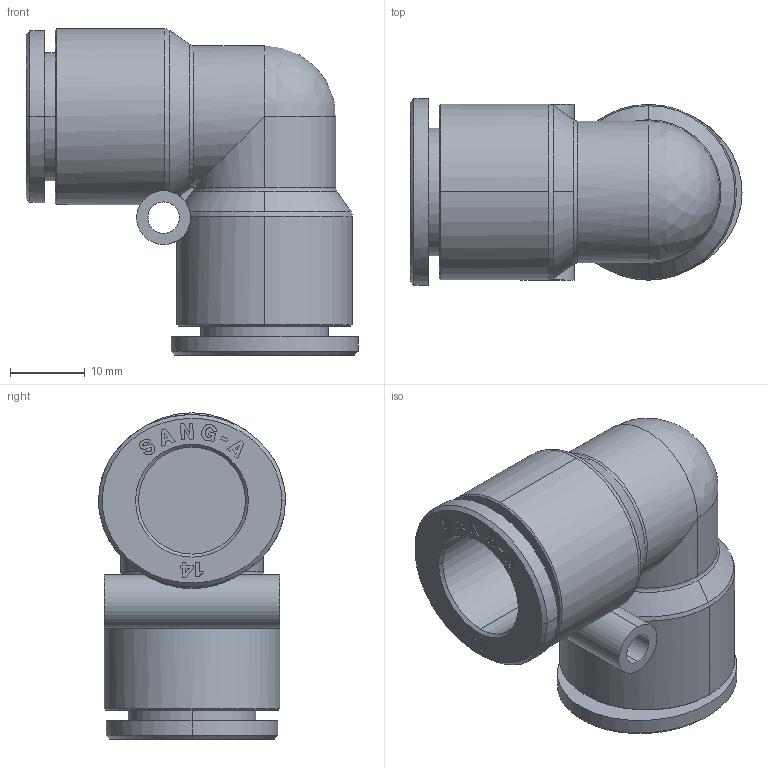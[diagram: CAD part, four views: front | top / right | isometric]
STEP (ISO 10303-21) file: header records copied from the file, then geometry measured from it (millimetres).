
FILE_DESCRIPTION (( 'STEP AP214' ), '1' );
FILE_NAME ('PUL14.stp', '2015-09-04T12:14:18', ( '' ), ( '' ), 'SwSTEP 2.0', 'SolidWorks 2015', '' );
FILE_SCHEMA (( 'AUTOMOTIVE_DESIGN' ));
Length unit declared in the file: millimetre
Products named in the file (2): ｦ+ﾃｦ1; PUL14
Assembly tree (1 placements, depth 2):
  PUL14
    ｦ+ﾃｦ1
Bounding box: 44.4 x 25 x 43.65 mm (x, y, z)
Volume: 16157.9 mm3; surface area: 8896.7 mm2
Topology: 1 solids, 1 shells, 326 faces, 884 edges, 587 vertices
Faces by surface type: plane 214, bspline 63, cylinder 34, cone 13, torus 2
Entity records: 12724 total; most frequent: CARTESIAN_POINT 4642, ORIENTED_EDGE 1766, DIRECTION 1350, EDGE_CURVE 883, VECTOR 628, LINE 628, VERTEX_POINT 587, AXIS2_PLACEMENT_3D 361
